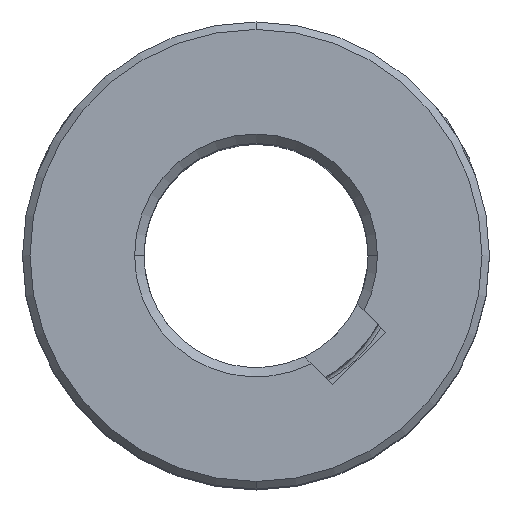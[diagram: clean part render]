
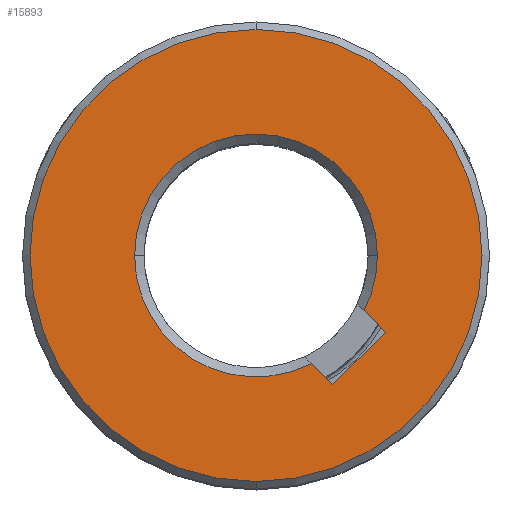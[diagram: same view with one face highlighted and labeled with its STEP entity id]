
A CAD part, top view. The second image highlights one B-rep face of the part: STEP entity #15893.
In plain terms, the highlighted planar face has unit normal (0, 0, 1).
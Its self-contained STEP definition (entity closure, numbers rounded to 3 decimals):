
#94 = CARTESIAN_POINT ( 'NONE',  ( -6.5, 0., 5.5 ) ) ;
#134 = CARTESIAN_POINT ( 'NONE',  ( 0., 0., 5.5 ) ) ;
#156 = LINE ( 'NONE', #4137, #2748 ) ;
#638 = DIRECTION ( 'NONE',  ( 0., 0., -1. ) ) ;
#1034 = DIRECTION ( 'NONE',  ( 1., 0., 0. ) ) ;
#1147 = VERTEX_POINT ( 'NONE', #11265 ) ;
#1231 = FACE_BOUND ( 'NONE', #8666, .T. ) ;
#1233 = CIRCLE ( 'NONE', #15302, 12.1 ) ;
#1309 = VERTEX_POINT ( 'NONE', #4596 ) ;
#1465 = CARTESIAN_POINT ( 'NONE',  ( 0., 0., 5.5 ) ) ;
#1564 = DIRECTION ( 'NONE',  ( 0., 0., -1. ) ) ;
#1764 = CIRCLE ( 'NONE', #5215, 6.5 ) ;
#2340 = DIRECTION ( 'NONE',  ( 0., 1., 0. ) ) ;
#2381 = CIRCLE ( 'NONE', #13214, 6.5 ) ;
#2592 = VERTEX_POINT ( 'NONE', #12838 ) ;
#2605 = DIRECTION ( 'NONE',  ( -0.707, 0.707, 0. ) ) ;
#2696 = CARTESIAN_POINT ( 'NONE',  ( 6.5, 0., 5.5 ) ) ;
#2748 = VECTOR ( 'NONE', #2605, 1000. ) ;
#2773 = ORIENTED_EDGE ( 'NONE', *, *, #12663, .T. ) ;
#3812 = ORIENTED_EDGE ( 'NONE', *, *, #7981, .F. ) ;
#4137 = CARTESIAN_POINT ( 'NONE',  ( 6.93, -4.101, 5.5 ) ) ;
#4521 = CARTESIAN_POINT ( 'NONE',  ( 2.959, -5.787, 5.5 ) ) ;
#4596 = CARTESIAN_POINT ( 'NONE',  ( 0., 12.1, 5.5 ) ) ;
#4660 = CARTESIAN_POINT ( 'NONE',  ( 4.101, -6.93, 5.5 ) ) ;
#4989 = VECTOR ( 'NONE', #14697, 1000. ) ;
#5083 = AXIS2_PLACEMENT_3D ( 'NONE', #12195, #8241, #16384 ) ;
#5215 = AXIS2_PLACEMENT_3D ( 'NONE', #6099, #638, #15466 ) ;
#5609 = DIRECTION ( 'NONE',  ( -0.707, 0.707, 0. ) ) ;
#5647 = VERTEX_POINT ( 'NONE', #4660 ) ;
#6099 = CARTESIAN_POINT ( 'NONE',  ( 0., 0., 5.5 ) ) ;
#6267 = FACE_OUTER_BOUND ( 'NONE', #10519, .T. ) ;
#7525 = LINE ( 'NONE', #8931, #17462 ) ;
#7658 = ORIENTED_EDGE ( 'NONE', *, *, #8859, .F. ) ;
#7689 = EDGE_CURVE ( 'NONE', #5647, #16479, #7525, .T. ) ;
#7977 = ORIENTED_EDGE ( 'NONE', *, *, #7689, .T. ) ;
#7981 = EDGE_CURVE ( 'NONE', #17005, #2592, #156, .T. ) ;
#8178 = ORIENTED_EDGE ( 'NONE', *, *, #15705, .T. ) ;
#8241 = DIRECTION ( 'NONE',  ( 0., 0., -1. ) ) ;
#8456 = DIRECTION ( 'NONE',  ( -1., 0., 0. ) ) ;
#8480 = DIRECTION ( 'NONE',  ( 0., 0., -1. ) ) ;
#8574 = VERTEX_POINT ( 'NONE', #2696 ) ;
#8666 = EDGE_LOOP ( 'NONE', ( #10899, #7977, #2773, #13736, #8178, #3812 ) ) ;
#8711 = CARTESIAN_POINT ( 'NONE',  ( 0., 0., 5.5 ) ) ;
#8859 = EDGE_CURVE ( 'NONE', #1147, #1309, #1233, .T. ) ;
#8931 = CARTESIAN_POINT ( 'NONE',  ( 0.449, -3.277, 5.5 ) ) ;
#9002 = PLANE ( 'NONE',  #12612 ) ;
#9338 = CARTESIAN_POINT ( 'NONE',  ( 0., 0., 5.5 ) ) ;
#9403 = DIRECTION ( 'NONE',  ( 0., 1., 0. ) ) ;
#9441 = DIRECTION ( 'NONE',  ( 0., 0., -1. ) ) ;
#9736 = ORIENTED_EDGE ( 'NONE', *, *, #15728, .F. ) ;
#10191 = CIRCLE ( 'NONE', #13220, 12.1 ) ;
#10519 = EDGE_LOOP ( 'NONE', ( #9736, #7658 ) ) ;
#10867 = CARTESIAN_POINT ( 'NONE',  ( 6.93, -4.101, 5.5 ) ) ;
#10899 = ORIENTED_EDGE ( 'NONE', *, *, #16216, .T. ) ;
#11265 = CARTESIAN_POINT ( 'NONE',  ( 0., -12.1, 5.5 ) ) ;
#11465 = CIRCLE ( 'NONE', #5083, 6.5 ) ;
#12195 = CARTESIAN_POINT ( 'NONE',  ( 0., 0., 5.5 ) ) ;
#12237 = LINE ( 'NONE', #15055, #4989 ) ;
#12572 = EDGE_CURVE ( 'NONE', #14419, #8574, #1764, .T. ) ;
#12612 = AXIS2_PLACEMENT_3D ( 'NONE', #8711, #8480, #8456 ) ;
#12663 = EDGE_CURVE ( 'NONE', #16479, #14419, #11465, .T. ) ;
#12838 = CARTESIAN_POINT ( 'NONE',  ( 5.787, -2.959, 5.5 ) ) ;
#13214 = AXIS2_PLACEMENT_3D ( 'NONE', #1465, #1564, #1034 ) ;
#13220 = AXIS2_PLACEMENT_3D ( 'NONE', #134, #17574, #2340 ) ;
#13736 = ORIENTED_EDGE ( 'NONE', *, *, #12572, .T. ) ;
#14419 = VERTEX_POINT ( 'NONE', #94 ) ;
#14697 = DIRECTION ( 'NONE',  ( -0.707, -0.707, 0. ) ) ;
#15055 = CARTESIAN_POINT ( 'NONE',  ( 4.101, -6.93, 5.5 ) ) ;
#15302 = AXIS2_PLACEMENT_3D ( 'NONE', #9338, #9441, #9403 ) ;
#15466 = DIRECTION ( 'NONE',  ( 1., 0., 0. ) ) ;
#15705 = EDGE_CURVE ( 'NONE', #8574, #2592, #2381, .T. ) ;
#15728 = EDGE_CURVE ( 'NONE', #1309, #1147, #10191, .T. ) ;
#15893 = ADVANCED_FACE ( 'NONE', ( #6267, #1231 ), #9002, .F. ) ;
#16216 = EDGE_CURVE ( 'NONE', #17005, #5647, #12237, .T. ) ;
#16384 = DIRECTION ( 'NONE',  ( 1., 0., 0. ) ) ;
#16479 = VERTEX_POINT ( 'NONE', #4521 ) ;
#17005 = VERTEX_POINT ( 'NONE', #10867 ) ;
#17462 = VECTOR ( 'NONE', #5609, 1000. ) ;
#17574 = DIRECTION ( 'NONE',  ( 0., 0., -1. ) ) ;
